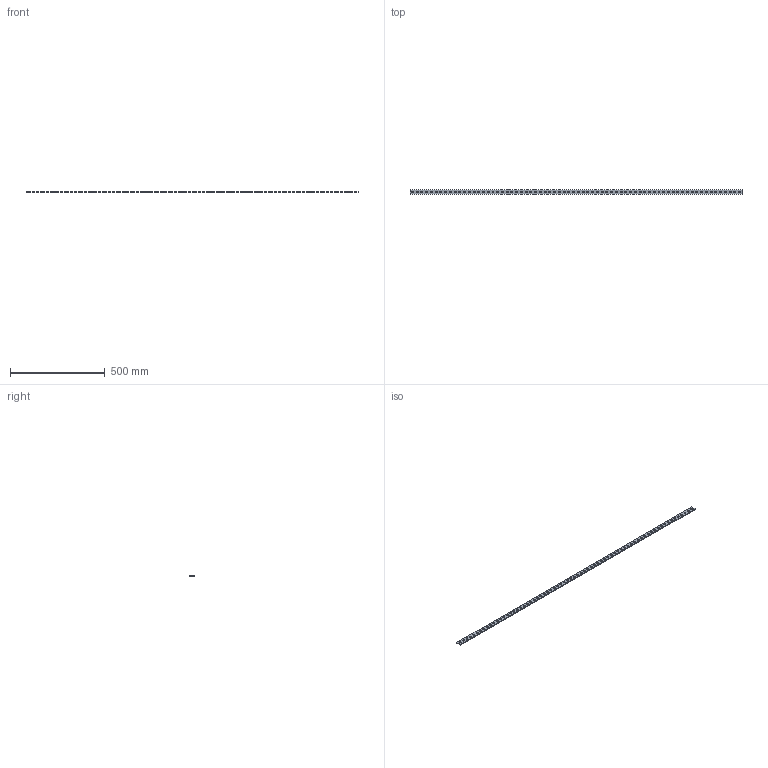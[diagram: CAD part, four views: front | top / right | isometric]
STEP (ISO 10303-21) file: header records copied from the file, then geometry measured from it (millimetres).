
FILE_DESCRIPTION(('STEP AP203'),'1');
FILE_NAME('dpcb25x5.stp','2024-09-10T03:26:35',('TraceParts'),('TraceParts S.A.'),'Spatial InterOp 3D',' ',' ');
FILE_SCHEMA(('CONFIG_CONTROL_DESIGN'));
Length unit declared in the file: millimetre
Products named in the file (1): 1
Bounding box: 1750 x 25 x 5 mm (x, y, z)
Volume: 188443.4 mm3; surface area: 104672.7 mm2
Topology: 1 solids, 1 shells, 146 faces, 432 edges, 288 vertices
Faces by surface type: cylinder 140, plane 6
Entity records: 5380 total; most frequent: DIRECTION 1006, CARTESIAN_POINT 867, ORIENTED_EDGE 864, EDGE_CURVE 432, AXIS2_PLACEMENT_3D 427, VERTEX_POINT 288, EDGE_LOOP 286, CIRCLE 280
